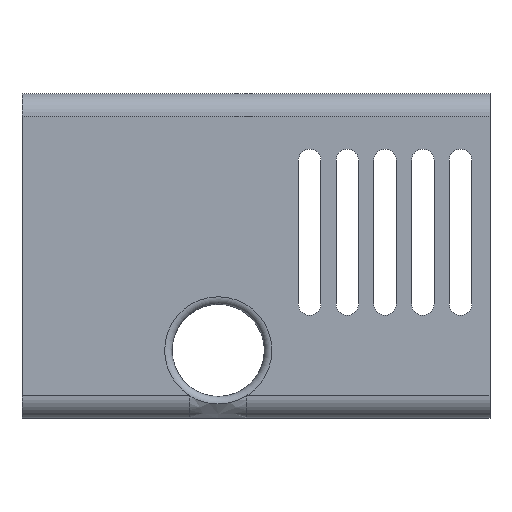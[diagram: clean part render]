
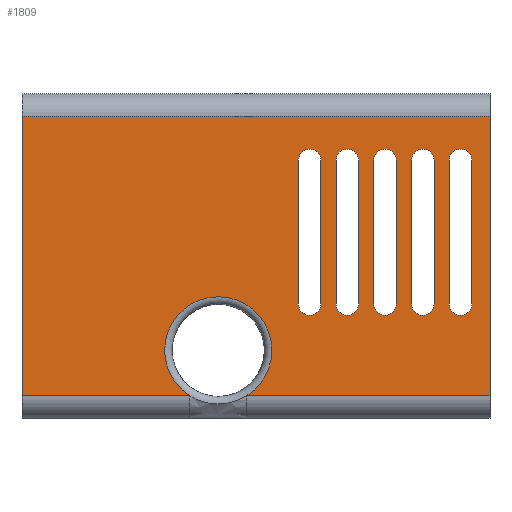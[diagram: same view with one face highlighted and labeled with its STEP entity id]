
A CAD part, left-side view. The second image highlights one B-rep face of the part: STEP entity #1809.
In plain terms, the highlighted planar face has unit normal (-1, 0, 0).
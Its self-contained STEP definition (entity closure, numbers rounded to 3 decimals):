
#19=PLANE('',#1950);
#73=LINE('',#2974,#213);
#74=LINE('',#2975,#214);
#75=LINE('',#2977,#215);
#76=LINE('',#2979,#216);
#77=LINE('',#2980,#217);
#78=LINE('',#2983,#218);
#79=LINE('',#2987,#219);
#80=LINE('',#2991,#220);
#81=LINE('',#2997,#221);
#82=LINE('',#3003,#222);
#83=LINE('',#3007,#223);
#84=LINE('',#3013,#224);
#85=LINE('',#3016,#225);
#86=LINE('',#3019,#226);
#87=LINE('',#3023,#227);
#213=VECTOR('',#2237,1000.);
#214=VECTOR('',#2238,1000.);
#215=VECTOR('',#2239,1000.);
#216=VECTOR('',#2240,1000.);
#217=VECTOR('',#2241,1000.);
#218=VECTOR('',#2242,1000.);
#219=VECTOR('',#2245,1000.);
#220=VECTOR('',#2248,1000.);
#221=VECTOR('',#2253,1000.);
#222=VECTOR('',#2258,1000.);
#223=VECTOR('',#2261,1000.);
#224=VECTOR('',#2266,1000.);
#225=VECTOR('',#2269,1000.);
#226=VECTOR('',#2270,1000.);
#227=VECTOR('',#2273,1000.);
#389=FACE_BOUND('',#547,.T.);
#390=FACE_BOUND('',#548,.T.);
#391=FACE_BOUND('',#549,.T.);
#392=FACE_BOUND('',#550,.T.);
#393=FACE_BOUND('',#551,.T.);
#421=FACE_OUTER_BOUND('',#546,.T.);
#546=EDGE_LOOP('',(#1270,#1271,#1272,#1273,#1274,#1275));
#547=EDGE_LOOP('',(#1276,#1277,#1278,#1279));
#548=EDGE_LOOP('',(#1280,#1281,#1282,#1283,#1284,#1285));
#549=EDGE_LOOP('',(#1286,#1287,#1288,#1289));
#550=EDGE_LOOP('',(#1290,#1291,#1292,#1293));
#551=EDGE_LOOP('',(#1294,#1295,#1296,#1297));
#660=CIRCLE('',#1915,7.1);
#683=CIRCLE('',#1951,1.5);
#684=CIRCLE('',#1952,1.5);
#685=CIRCLE('',#1953,1.5);
#686=CIRCLE('',#1954,1.5);
#687=CIRCLE('',#1955,1.5);
#688=CIRCLE('',#1956,1.5);
#689=CIRCLE('',#1957,1.5);
#690=CIRCLE('',#1958,1.5);
#691=CIRCLE('',#1959,1.5);
#692=CIRCLE('',#1960,1.5);
#693=CIRCLE('',#1961,1.5);
#694=CIRCLE('',#1962,1.5);
#771=VERTEX_POINT('',#2720);
#772=VERTEX_POINT('',#2721);
#816=VERTEX_POINT('',#2972);
#817=VERTEX_POINT('',#2973);
#818=VERTEX_POINT('',#2976);
#819=VERTEX_POINT('',#2978);
#820=VERTEX_POINT('',#2981);
#821=VERTEX_POINT('',#2982);
#822=VERTEX_POINT('',#2984);
#823=VERTEX_POINT('',#2986);
#824=VERTEX_POINT('',#2989);
#825=VERTEX_POINT('',#2990);
#826=VERTEX_POINT('',#2992);
#827=VERTEX_POINT('',#2994);
#828=VERTEX_POINT('',#2996);
#829=VERTEX_POINT('',#2998);
#830=VERTEX_POINT('',#3001);
#831=VERTEX_POINT('',#3002);
#832=VERTEX_POINT('',#3004);
#833=VERTEX_POINT('',#3006);
#834=VERTEX_POINT('',#3009);
#835=VERTEX_POINT('',#3010);
#836=VERTEX_POINT('',#3012);
#837=VERTEX_POINT('',#3014);
#838=VERTEX_POINT('',#3017);
#839=VERTEX_POINT('',#3018);
#840=VERTEX_POINT('',#3020);
#841=VERTEX_POINT('',#3022);
#944=EDGE_CURVE('',#771,#772,#660,.T.);
#991=EDGE_CURVE('',#816,#817,#73,.T.);
#992=EDGE_CURVE('',#817,#771,#74,.T.);
#993=EDGE_CURVE('',#772,#818,#75,.T.);
#994=EDGE_CURVE('',#819,#818,#76,.T.);
#995=EDGE_CURVE('',#819,#816,#77,.T.);
#996=EDGE_CURVE('',#820,#821,#78,.T.);
#997=EDGE_CURVE('',#821,#822,#683,.T.);
#998=EDGE_CURVE('',#822,#823,#79,.T.);
#999=EDGE_CURVE('',#823,#820,#684,.T.);
#1000=EDGE_CURVE('',#824,#825,#80,.T.);
#1001=EDGE_CURVE('',#825,#826,#685,.T.);
#1002=EDGE_CURVE('',#826,#827,#686,.T.);
#1003=EDGE_CURVE('',#827,#828,#81,.T.);
#1004=EDGE_CURVE('',#828,#829,#687,.T.);
#1005=EDGE_CURVE('',#829,#824,#688,.T.);
#1006=EDGE_CURVE('',#830,#831,#82,.T.);
#1007=EDGE_CURVE('',#831,#832,#689,.T.);
#1008=EDGE_CURVE('',#832,#833,#83,.T.);
#1009=EDGE_CURVE('',#833,#830,#690,.T.);
#1010=EDGE_CURVE('',#834,#835,#691,.T.);
#1011=EDGE_CURVE('',#835,#836,#84,.T.);
#1012=EDGE_CURVE('',#836,#837,#692,.T.);
#1013=EDGE_CURVE('',#837,#834,#85,.T.);
#1014=EDGE_CURVE('',#838,#839,#86,.T.);
#1015=EDGE_CURVE('',#839,#840,#693,.T.);
#1016=EDGE_CURVE('',#840,#841,#87,.T.);
#1017=EDGE_CURVE('',#841,#838,#694,.T.);
#1270=ORIENTED_EDGE('',*,*,#991,.T.);
#1271=ORIENTED_EDGE('',*,*,#992,.T.);
#1272=ORIENTED_EDGE('',*,*,#944,.T.);
#1273=ORIENTED_EDGE('',*,*,#993,.T.);
#1274=ORIENTED_EDGE('',*,*,#994,.F.);
#1275=ORIENTED_EDGE('',*,*,#995,.T.);
#1276=ORIENTED_EDGE('',*,*,#996,.T.);
#1277=ORIENTED_EDGE('',*,*,#997,.T.);
#1278=ORIENTED_EDGE('',*,*,#998,.T.);
#1279=ORIENTED_EDGE('',*,*,#999,.T.);
#1280=ORIENTED_EDGE('',*,*,#1000,.T.);
#1281=ORIENTED_EDGE('',*,*,#1001,.T.);
#1282=ORIENTED_EDGE('',*,*,#1002,.T.);
#1283=ORIENTED_EDGE('',*,*,#1003,.T.);
#1284=ORIENTED_EDGE('',*,*,#1004,.T.);
#1285=ORIENTED_EDGE('',*,*,#1005,.T.);
#1286=ORIENTED_EDGE('',*,*,#1006,.T.);
#1287=ORIENTED_EDGE('',*,*,#1007,.T.);
#1288=ORIENTED_EDGE('',*,*,#1008,.T.);
#1289=ORIENTED_EDGE('',*,*,#1009,.T.);
#1290=ORIENTED_EDGE('',*,*,#1010,.T.);
#1291=ORIENTED_EDGE('',*,*,#1011,.T.);
#1292=ORIENTED_EDGE('',*,*,#1012,.T.);
#1293=ORIENTED_EDGE('',*,*,#1013,.T.);
#1294=ORIENTED_EDGE('',*,*,#1014,.T.);
#1295=ORIENTED_EDGE('',*,*,#1015,.T.);
#1296=ORIENTED_EDGE('',*,*,#1016,.T.);
#1297=ORIENTED_EDGE('',*,*,#1017,.T.);
#1809=ADVANCED_FACE('',(#421,#389,#390,#391,#392,#393),#19,.T.);
#1915=AXIS2_PLACEMENT_3D('',#2722,#2148,#2149);
#1950=AXIS2_PLACEMENT_3D('',#2971,#2235,#2236);
#1951=AXIS2_PLACEMENT_3D('',#2985,#2243,#2244);
#1952=AXIS2_PLACEMENT_3D('',#2988,#2246,#2247);
#1953=AXIS2_PLACEMENT_3D('',#2993,#2249,#2250);
#1954=AXIS2_PLACEMENT_3D('',#2995,#2251,#2252);
#1955=AXIS2_PLACEMENT_3D('',#2999,#2254,#2255);
#1956=AXIS2_PLACEMENT_3D('',#3000,#2256,#2257);
#1957=AXIS2_PLACEMENT_3D('',#3005,#2259,#2260);
#1958=AXIS2_PLACEMENT_3D('',#3008,#2262,#2263);
#1959=AXIS2_PLACEMENT_3D('',#3011,#2264,#2265);
#1960=AXIS2_PLACEMENT_3D('',#3015,#2267,#2268);
#1961=AXIS2_PLACEMENT_3D('',#3021,#2271,#2272);
#1962=AXIS2_PLACEMENT_3D('',#3024,#2274,#2275);
#2148=DIRECTION('center_axis',(1.,0.,0.));
#2149=DIRECTION('ref_axis',(0.,-1.,0.));
#2235=DIRECTION('center_axis',(-1.,0.,0.));
#2236=DIRECTION('ref_axis',(0.,-1.,0.));
#2237=DIRECTION('',(0.,0.,-1.));
#2238=DIRECTION('',(0.,-1.,0.));
#2239=DIRECTION('',(0.,-1.,0.));
#2240=DIRECTION('',(0.,0.,-1.));
#2241=DIRECTION('',(0.,1.,0.));
#2242=DIRECTION('',(0.,0.,-1.));
#2243=DIRECTION('center_axis',(1.,0.,0.));
#2244=DIRECTION('ref_axis',(0.,-1.,0.));
#2245=DIRECTION('',(0.,0.,1.));
#2246=DIRECTION('center_axis',(1.,0.,0.));
#2247=DIRECTION('ref_axis',(0.,-1.,0.));
#2248=DIRECTION('',(0.,0.,-1.));
#2249=DIRECTION('center_axis',(1.,0.,0.));
#2250=DIRECTION('ref_axis',(0.,-1.,0.));
#2251=DIRECTION('center_axis',(1.,0.,0.));
#2252=DIRECTION('ref_axis',(0.,-1.,0.));
#2253=DIRECTION('',(0.,0.,1.));
#2254=DIRECTION('center_axis',(1.,0.,0.));
#2255=DIRECTION('ref_axis',(0.,-1.,0.));
#2256=DIRECTION('center_axis',(1.,0.,0.));
#2257=DIRECTION('ref_axis',(0.,-1.,0.));
#2258=DIRECTION('',(0.,0.,-1.));
#2259=DIRECTION('center_axis',(1.,0.,0.));
#2260=DIRECTION('ref_axis',(0.,-1.,0.));
#2261=DIRECTION('',(0.,0.,1.));
#2262=DIRECTION('center_axis',(1.,0.,0.));
#2263=DIRECTION('ref_axis',(0.,-1.,0.));
#2264=DIRECTION('center_axis',(1.,0.,0.));
#2265=DIRECTION('ref_axis',(0.,-1.,0.));
#2266=DIRECTION('',(0.,0.,-1.));
#2267=DIRECTION('center_axis',(1.,0.,0.));
#2268=DIRECTION('ref_axis',(0.,-1.,0.));
#2269=DIRECTION('',(0.,0.,1.));
#2270=DIRECTION('',(0.,0.,-1.));
#2271=DIRECTION('center_axis',(1.,0.,0.));
#2272=DIRECTION('ref_axis',(0.,-1.,0.));
#2273=DIRECTION('',(0.,0.,1.));
#2274=DIRECTION('center_axis',(1.,0.,0.));
#2275=DIRECTION('ref_axis',(0.,-1.,0.));
#2720=CARTESIAN_POINT('',(-19.,-5.204,-21.65));
#2721=CARTESIAN_POINT('',(-19.,-12.796,-21.65));
#2722=CARTESIAN_POINT('Origin',(-19.,-9.,-15.65));
#2971=CARTESIAN_POINT('Origin',(-19.,17.,12.35));
#2972=CARTESIAN_POINT('',(-19.,17.,15.35));
#2973=CARTESIAN_POINT('',(-19.,17.,-21.65));
#2974=CARTESIAN_POINT('',(-19.,17.,12.35));
#2975=CARTESIAN_POINT('',(-19.,17.,-21.65));
#2976=CARTESIAN_POINT('',(-19.,-45.,-21.65));
#2977=CARTESIAN_POINT('',(-19.,17.,-21.65));
#2978=CARTESIAN_POINT('',(-19.,-45.,15.35));
#2979=CARTESIAN_POINT('',(-19.,-45.,12.35));
#2980=CARTESIAN_POINT('',(-19.,17.,15.35));
#2981=CARTESIAN_POINT('',(-19.,-42.594,9.5));
#2982=CARTESIAN_POINT('',(-19.,-42.594,-9.5));
#2983=CARTESIAN_POINT('',(-19.,-42.594,12.35));
#2984=CARTESIAN_POINT('',(-19.,-39.594,-9.5));
#2985=CARTESIAN_POINT('Origin',(-19.,-41.094,-9.5));
#2986=CARTESIAN_POINT('',(-19.,-39.594,9.5));
#2987=CARTESIAN_POINT('',(-19.,-39.594,12.35));
#2988=CARTESIAN_POINT('Origin',(-19.,-41.094,9.5));
#2989=CARTESIAN_POINT('',(-19.,-27.594,9.5));
#2990=CARTESIAN_POINT('',(-19.,-27.594,-9.5));
#2991=CARTESIAN_POINT('',(-19.,-27.594,12.35));
#2992=CARTESIAN_POINT('',(-19.,-26.102,-11.));
#2993=CARTESIAN_POINT('Origin',(-19.,-26.094,-9.5));
#2994=CARTESIAN_POINT('',(-19.,-24.61,-9.5));
#2995=CARTESIAN_POINT('Origin',(-19.,-26.11,-9.5));
#2996=CARTESIAN_POINT('',(-19.,-24.61,9.5));
#2997=CARTESIAN_POINT('',(-19.,-24.61,12.35));
#2998=CARTESIAN_POINT('',(-19.,-26.102,11.));
#2999=CARTESIAN_POINT('Origin',(-19.,-26.11,9.5));
#3000=CARTESIAN_POINT('Origin',(-19.,-26.094,9.5));
#3001=CARTESIAN_POINT('',(-19.,-32.594,9.5));
#3002=CARTESIAN_POINT('',(-19.,-32.594,-9.5));
#3003=CARTESIAN_POINT('',(-19.,-32.594,12.35));
#3004=CARTESIAN_POINT('',(-19.,-29.594,-9.5));
#3005=CARTESIAN_POINT('Origin',(-19.,-31.094,-9.5));
#3006=CARTESIAN_POINT('',(-19.,-29.594,9.5));
#3007=CARTESIAN_POINT('',(-19.,-29.594,12.35));
#3008=CARTESIAN_POINT('Origin',(-19.,-31.094,9.5));
#3009=CARTESIAN_POINT('',(-19.,-19.61,9.5));
#3010=CARTESIAN_POINT('',(-19.,-22.61,9.5));
#3011=CARTESIAN_POINT('Origin',(-19.,-21.11,9.5));
#3012=CARTESIAN_POINT('',(-19.,-22.61,-9.5));
#3013=CARTESIAN_POINT('',(-19.,-22.61,12.35));
#3014=CARTESIAN_POINT('',(-19.,-19.61,-9.5));
#3015=CARTESIAN_POINT('Origin',(-19.,-21.11,-9.5));
#3016=CARTESIAN_POINT('',(-19.,-19.61,12.35));
#3017=CARTESIAN_POINT('',(-19.,-37.594,9.5));
#3018=CARTESIAN_POINT('',(-19.,-37.594,-9.5));
#3019=CARTESIAN_POINT('',(-19.,-37.594,12.35));
#3020=CARTESIAN_POINT('',(-19.,-34.594,-9.5));
#3021=CARTESIAN_POINT('Origin',(-19.,-36.094,-9.5));
#3022=CARTESIAN_POINT('',(-19.,-34.594,9.5));
#3023=CARTESIAN_POINT('',(-19.,-34.594,12.35));
#3024=CARTESIAN_POINT('Origin',(-19.,-36.094,9.5));
